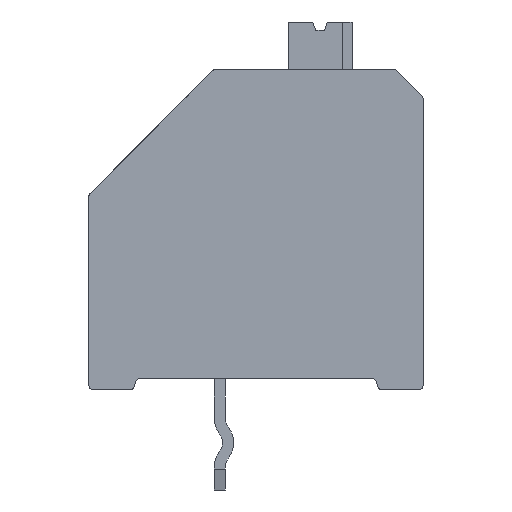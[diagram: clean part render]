
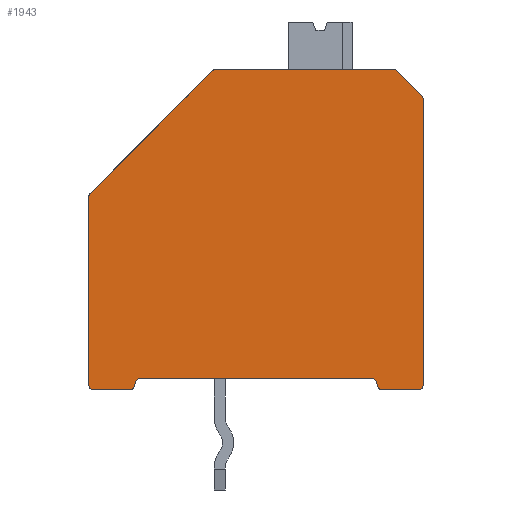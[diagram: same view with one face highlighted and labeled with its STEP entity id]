
A CAD part, front view. The second image highlights one B-rep face of the part: STEP entity #1943.
In plain terms, the highlighted planar face has unit normal (0, -1, 0).
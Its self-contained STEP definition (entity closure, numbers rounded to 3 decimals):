
#1943 = ADVANCED_FACE( '', ( #3871 ), #3872, .T. );
#3871 = FACE_OUTER_BOUND( '', #5844, .T. );
#3872 = PLANE( '', #5845 );
#5844 = EDGE_LOOP( '', ( #11388, #11389, #11390, #11391, #11392, #11393, #11394, #11395, #11396, #11397, #11398, #11399, #11400, #11401, #11402, #11403, #11404, #11405, #11406, #11407 ) );
#5845 = AXIS2_PLACEMENT_3D( '', #11408, #11409, #11410 );
#11388 = ORIENTED_EDGE( '', *, *, #13641, .F. );
#11389 = ORIENTED_EDGE( '', *, *, #13237, .T. );
#11390 = ORIENTED_EDGE( '', *, *, #14289, .F. );
#11391 = ORIENTED_EDGE( '', *, *, #14083, .T. );
#11392 = ORIENTED_EDGE( '', *, *, #14617, .F. );
#11393 = ORIENTED_EDGE( '', *, *, #13970, .T. );
#11394 = ORIENTED_EDGE( '', *, *, #14618, .T. );
#11395 = ORIENTED_EDGE( '', *, *, #13054, .T. );
#11396 = ORIENTED_EDGE( '', *, *, #13602, .F. );
#11397 = ORIENTED_EDGE( '', *, *, #13004, .T. );
#11398 = ORIENTED_EDGE( '', *, *, #14619, .T. );
#11399 = ORIENTED_EDGE( '', *, *, #12915, .F. );
#11400 = ORIENTED_EDGE( '', *, *, #14540, .T. );
#11401 = ORIENTED_EDGE( '', *, *, #14474, .F. );
#11402 = ORIENTED_EDGE( '', *, *, #12874, .T. );
#11403 = ORIENTED_EDGE( '', *, *, #13958, .T. );
#11404 = ORIENTED_EDGE( '', *, *, #13609, .F. );
#11405 = ORIENTED_EDGE( '', *, *, #14005, .T. );
#11406 = ORIENTED_EDGE( '', *, *, #13540, .T. );
#11407 = ORIENTED_EDGE( '', *, *, #14345, .T. );
#11408 = CARTESIAN_POINT( '', ( 0., -29.75, 0. ) );
#11409 = DIRECTION( '', ( 0., -1., 0. ) );
#11410 = DIRECTION( '', ( 0., 0., -1. ) );
#12874 = EDGE_CURVE( '', #15732, #15733, #15734, .T. );
#12915 = EDGE_CURVE( '', #15800, #15801, #15802, .T. );
#13004 = EDGE_CURVE( '', #15949, #15946, #15950, .T. );
#13054 = EDGE_CURVE( '', #16030, #16028, #16031, .T. );
#13237 = EDGE_CURVE( '', #16329, #16327, #16330, .T. );
#13540 = EDGE_CURVE( '', #16812, #16809, #16813, .T. );
#13602 = EDGE_CURVE( '', #15949, #16028, #16906, .T. );
#13609 = EDGE_CURVE( '', #16913, #16915, #16916, .T. );
#13641 = EDGE_CURVE( '', #16329, #16964, #16965, .T. );
#13958 = EDGE_CURVE( '', #15733, #16915, #17434, .T. );
#13970 = EDGE_CURVE( '', #17448, #17446, #17449, .T. );
#14005 = EDGE_CURVE( '', #16913, #16812, #17496, .T. );
#14083 = EDGE_CURVE( '', #17597, #17595, #17598, .T. );
#14289 = EDGE_CURVE( '', #17597, #16327, #17862, .T. );
#14345 = EDGE_CURVE( '', #16809, #16964, #17932, .T. );
#14474 = EDGE_CURVE( '', #15732, #18083, #18084, .T. );
#14540 = EDGE_CURVE( '', #15800, #18083, #18157, .T. );
#14617 = EDGE_CURVE( '', #17448, #17595, #18235, .T. );
#14618 = EDGE_CURVE( '', #17446, #16030, #18236, .T. );
#14619 = EDGE_CURVE( '', #15946, #15801, #18237, .T. );
#15732 = VERTEX_POINT( '', #19735 );
#15733 = VERTEX_POINT( '', #19736 );
#15734 = LINE( '', #19737, #19738 );
#15800 = VERTEX_POINT( '', #19828 );
#15801 = VERTEX_POINT( '', #19829 );
#15802 = CIRCLE( '', #19830, 0.17 );
#15946 = VERTEX_POINT( '', #20031 );
#15949 = VERTEX_POINT( '', #20035 );
#15950 = CIRCLE( '', #20036, 0.17 );
#16028 = VERTEX_POINT( '', #20157 );
#16030 = VERTEX_POINT( '', #20160 );
#16031 = CIRCLE( '', #20161, 0.17 );
#16327 = VERTEX_POINT( '', #20598 );
#16329 = VERTEX_POINT( '', #20601 );
#16330 = CIRCLE( '', #20602, 0.17 );
#16809 = VERTEX_POINT( '', #21271 );
#16812 = VERTEX_POINT( '', #21275 );
#16813 = LINE( '', #21276, #21277 );
#16906 = LINE( '', #21406, #21407 );
#16913 = VERTEX_POINT( '', #21417 );
#16915 = VERTEX_POINT( '', #21420 );
#16916 = LINE( '', #21421, #21422 );
#16964 = VERTEX_POINT( '', #21491 );
#16965 = LINE( '', #21492, #21493 );
#17434 = CIRCLE( '', #22192, 0.17 );
#17446 = VERTEX_POINT( '', #22206 );
#17448 = VERTEX_POINT( '', #22209 );
#17449 = CIRCLE( '', #22210, 0.17 );
#17496 = CIRCLE( '', #22272, 0.17 );
#17595 = VERTEX_POINT( '', #22405 );
#17597 = VERTEX_POINT( '', #22408 );
#17598 = CIRCLE( '', #22409, 0.17 );
#17862 = LINE( '', #22777, #22778 );
#17932 = CIRCLE( '', #22888, 0.17 );
#18083 = VERTEX_POINT( '', #23094 );
#18084 = CIRCLE( '', #23095, 0.17 );
#18157 = LINE( '', #23191, #23192 );
#18235 = LINE( '', #23319, #23320 );
#18236 = LINE( '', #23321, #23322 );
#18237 = LINE( '', #23323, #23324 );
#19735 = CARTESIAN_POINT( '', ( 10.327, -29.75, 0.104 ) );
#19736 = CARTESIAN_POINT( '', ( 10.366, -29.75, -0.044 ) );
#19737 = CARTESIAN_POINT( '', ( 10.774, -29.75, -1.566 ) );
#19738 = VECTOR( '', #24110, 1000. );
#19828 = CARTESIAN_POINT( '', ( 1.838, -29.75, 0.23 ) );
#19829 = CARTESIAN_POINT( '', ( 1.673, -29.75, 0.104 ) );
#19830 = AXIS2_PLACEMENT_3D( '', #24162, #24163, #24164 );
#20031 = CARTESIAN_POINT( '', ( 1.634, -29.75, -0.044 ) );
#20035 = CARTESIAN_POINT( '', ( 1.47, -29.75, -0.17 ) );
#20036 = AXIS2_PLACEMENT_3D( '', #24259, #24260, #24261 );
#20157 = CARTESIAN_POINT( '', ( 0.17, -29.75, -0.17 ) );
#20160 = CARTESIAN_POINT( '', ( 0., -29.75, 0. ) );
#20161 = AXIS2_PLACEMENT_3D( '', #24339, #24340, #24341 );
#20598 = CARTESIAN_POINT( '', ( 10.93, -29.75, 11.33 ) );
#20601 = CARTESIAN_POINT( '', ( 11.05, -29.75, 11.28 ) );
#20602 = AXIS2_PLACEMENT_3D( '', #24541, #24542, #24543 );
#21271 = CARTESIAN_POINT( '', ( 12., -29.75, 10.26 ) );
#21275 = CARTESIAN_POINT( '', ( 12., -29.75, 0. ) );
#21276 = CARTESIAN_POINT( '', ( 12., -29.75, -3.77 ) );
#21277 = VECTOR( '', #24951, 1000. );
#21406 = CARTESIAN_POINT( '', ( 6., -29.75, -0.17 ) );
#21407 = VECTOR( '', #25024, 1000. );
#21417 = CARTESIAN_POINT( '', ( 11.83, -29.75, -0.17 ) );
#21420 = CARTESIAN_POINT( '', ( 10.53, -29.75, -0.17 ) );
#21421 = CARTESIAN_POINT( '', ( 6., -29.75, -0.17 ) );
#21422 = VECTOR( '', #25029, 1000. );
#21491 = CARTESIAN_POINT( '', ( 11.95, -29.75, 10.38 ) );
#21492 = CARTESIAN_POINT( '', ( 11.5, -29.75, 10.83 ) );
#21493 = VECTOR( '', #25057, 1000. );
#22192 = AXIS2_PLACEMENT_3D( '', #25372, #25373, #25374 );
#22206 = CARTESIAN_POINT( '', ( 0., -29.75, 6.76 ) );
#22209 = CARTESIAN_POINT( '', ( 0.05, -29.75, 6.88 ) );
#22210 = AXIS2_PLACEMENT_3D( '', #25387, #25388, #25389 );
#22272 = AXIS2_PLACEMENT_3D( '', #25429, #25430, #25431 );
#22405 = CARTESIAN_POINT( '', ( 4.45, -29.75, 11.28 ) );
#22408 = CARTESIAN_POINT( '', ( 4.57, -29.75, 11.33 ) );
#22409 = AXIS2_PLACEMENT_3D( '', #25512, #25513, #25514 );
#22777 = CARTESIAN_POINT( '', ( 4.5, -29.75, 11.33 ) );
#22778 = VECTOR( '', #25754, 1000. );
#22888 = AXIS2_PLACEMENT_3D( '', #25807, #25808, #25809 );
#23094 = CARTESIAN_POINT( '', ( 10.162, -29.75, 0.23 ) );
#23095 = AXIS2_PLACEMENT_3D( '', #25925, #25926, #25927 );
#23191 = CARTESIAN_POINT( '', ( 2.9, -29.75, 0.23 ) );
#23192 = VECTOR( '', #25990, 1000. );
#23319 = CARTESIAN_POINT( '', ( 1.847, -29.75, 8.677 ) );
#23320 = VECTOR( '', #26034, 1000. );
#23321 = CARTESIAN_POINT( '', ( 0., -29.75, 13.03 ) );
#23322 = VECTOR( '', #26035, 1000. );
#23323 = CARTESIAN_POINT( '', ( 1.707, -29.75, 0.23 ) );
#23324 = VECTOR( '', #26036, 1000. );
#24110 = DIRECTION( '', ( 0.259, 0., -0.966 ) );
#24162 = CARTESIAN_POINT( '', ( 1.838, -29.75, 0.06 ) );
#24163 = DIRECTION( '', ( 0., -1., 0. ) );
#24164 = DIRECTION( '', ( 0., 0., -1. ) );
#24259 = CARTESIAN_POINT( '', ( 1.47, -29.75, 0. ) );
#24260 = DIRECTION( '', ( 0., -1., 0. ) );
#24261 = DIRECTION( '', ( 0., 0., -1. ) );
#24339 = CARTESIAN_POINT( '', ( 0.17, -29.75, 0. ) );
#24340 = DIRECTION( '', ( 0., -1., 0. ) );
#24341 = DIRECTION( '', ( 0., 0., -1. ) );
#24541 = CARTESIAN_POINT( '', ( 10.93, -29.75, 11.16 ) );
#24542 = DIRECTION( '', ( 0., -1., 0. ) );
#24543 = DIRECTION( '', ( 0., 0., -1. ) );
#24951 = DIRECTION( '', ( 0., 0., 1. ) );
#25024 = DIRECTION( '', ( -1., 0., 0. ) );
#25029 = DIRECTION( '', ( -1., 0., 0. ) );
#25057 = DIRECTION( '', ( 0.707, 0., -0.707 ) );
#25372 = CARTESIAN_POINT( '', ( 10.53, -29.75, 0. ) );
#25373 = DIRECTION( '', ( 0., -1., 0. ) );
#25374 = DIRECTION( '', ( 0., 0., -1. ) );
#25387 = CARTESIAN_POINT( '', ( 0.17, -29.75, 6.76 ) );
#25388 = DIRECTION( '', ( 0., -1., 0. ) );
#25389 = DIRECTION( '', ( 0., 0., -1. ) );
#25429 = CARTESIAN_POINT( '', ( 11.83, -29.75, 0. ) );
#25430 = DIRECTION( '', ( 0., -1., 0. ) );
#25431 = DIRECTION( '', ( 0., 0., -1. ) );
#25512 = CARTESIAN_POINT( '', ( 4.57, -29.75, 11.16 ) );
#25513 = DIRECTION( '', ( 0., -1., 0. ) );
#25514 = DIRECTION( '', ( 0., 0., -1. ) );
#25754 = DIRECTION( '', ( 1., 0., 0. ) );
#25807 = CARTESIAN_POINT( '', ( 11.83, -29.75, 10.26 ) );
#25808 = DIRECTION( '', ( 0., -1., 0. ) );
#25809 = DIRECTION( '', ( 0., 0., -1. ) );
#25925 = CARTESIAN_POINT( '', ( 10.162, -29.75, 0.06 ) );
#25926 = DIRECTION( '', ( 0., -1., 0. ) );
#25927 = DIRECTION( '', ( 0., 0., -1. ) );
#25990 = DIRECTION( '', ( 1., 0., 0. ) );
#26034 = DIRECTION( '', ( 0.707, 0., 0.707 ) );
#26035 = DIRECTION( '', ( 0., 0., -1. ) );
#26036 = DIRECTION( '', ( 0.259, 0., 0.966 ) );
